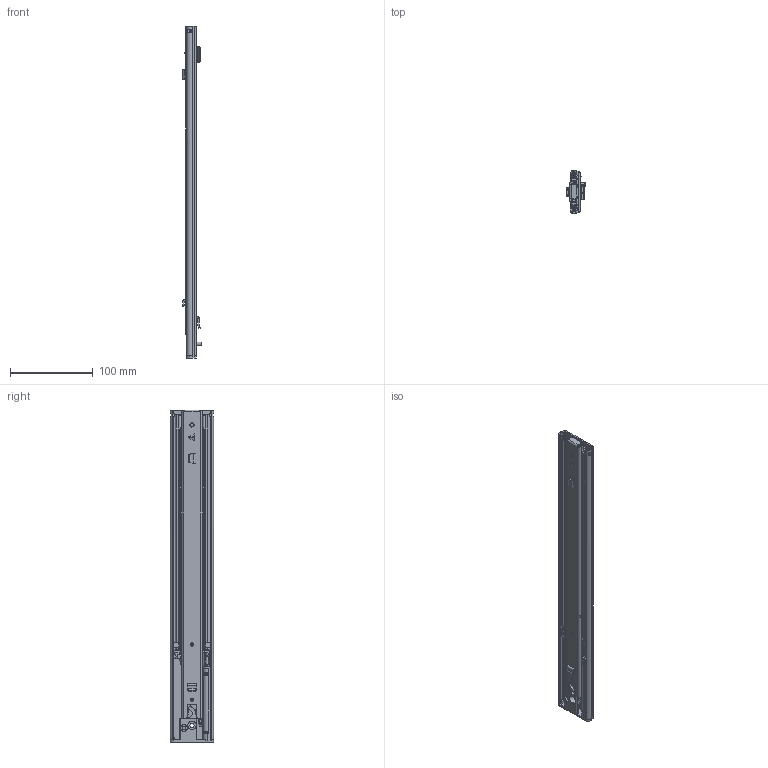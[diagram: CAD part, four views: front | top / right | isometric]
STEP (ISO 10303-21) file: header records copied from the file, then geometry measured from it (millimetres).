
FILE_DESCRIPTION (( 'STEP AP214' ), '1' );
FILE_NAME ('FR_5210_SMT.0400mm_16_inch_1,5_ECD_closed_right.STEP', '2022-10-26T04:05:29', ( '' ), ( '' ), 'SwSTEP 2.0', 'SolidWorks 2020', '' );
FILE_SCHEMA (( 'AUTOMOTIVE_DESIGN' ));
Length unit declared in the file: millimetre
Products named in the file (20): 5210 ECD_5210 ECD Air Closed; 5210.XXX-02.T107_NL  400; 5210.XXX-03.T107 RIGHT_NL  400; FR5210 MIDDLE STOP; FR5210 ECD CATCH; 5210.XXX-01.T107 RIGHT_NL  400; 5210 ECD Damper Cylinder_5210 Air ECD Damper; 5210 RIVET_5210 Middle Profile Rivet; FR5210 ECD SLIDER; 5210 RIVET_5210 ECD rivet; ECD Damper Rod; 5210 ECD Rivet; FR5210 ECD Base; FR5210 TRIGGER; FR_5210_SMT.0400mm_16_inch_1,5_ECD_closed_right; 5210 RIVET_5210 Trigger Rivet; 5210 ECD Damper_5210 ECD Air Closed; 5210.XXX-01.T107 RIGHT_NL  400 AIR CLOSED
Assembly tree (19 placements, depth 5):
  FR_5210_SMT.0400mm_16_inch_1,5_ECD_closed_right
    5210.XXX-01.T107 RIGHT_NL  400 AIR CLOSED
      5210.XXX-01.T107 RIGHT_NL  400
      5210 ECD_5210 ECD Air Closed
        FR5210 ECD Base
        FR5210 ECD SLIDER
        5210 ECD Damper_5210 ECD Air Closed
          5210 ECD Damper Cylinder_5210 Air ECD Damper
          ECD Damper Rod
      5210 ECD Rivet
    5210.XXX-03.T107 RIGHT_NL  400
      5210.XXX-03.T107 RIGHT_NL  400
      FR5210 TRIGGER
      FR5210 ECD CATCH
      5210 RIVET_5210 Trigger Rivet
      5210 RIVET_5210 ECD rivet
    5210.XXX-02.T107_NL  400
      5210.XXX-02.T107_NL  400
      FR5210 MIDDLE STOP
      5210 RIVET_5210 Middle Profile Rivet
Bounding box: 23.65 x 51.9 x 400 mm (x, y, z)
Volume: 125822 mm3; surface area: 148380.1 mm2
Topology: 16 solids, 16 shells, 1249 faces, 3291 edges, 2052 vertices
Faces by surface type: plane 636, cylinder 488, torus 60, bspline 57, cone 8
Entity records: 41508 total; most frequent: CARTESIAN_POINT 10235, ORIENTED_EDGE 6548, DIRECTION 6278, EDGE_CURVE 3274, AXIS2_PLACEMENT_3D 2158, VERTEX_POINT 2052, VECTOR 1962, LINE 1962
